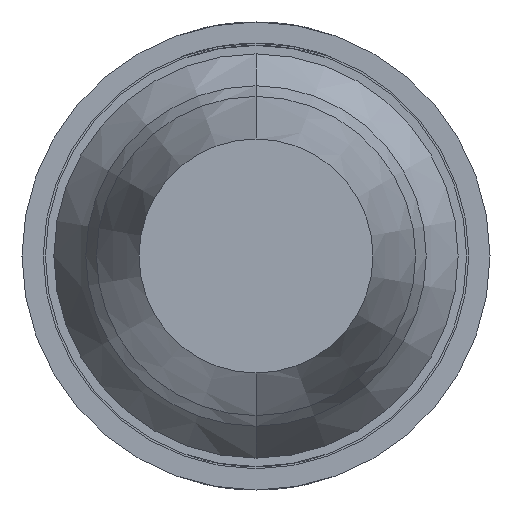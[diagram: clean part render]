
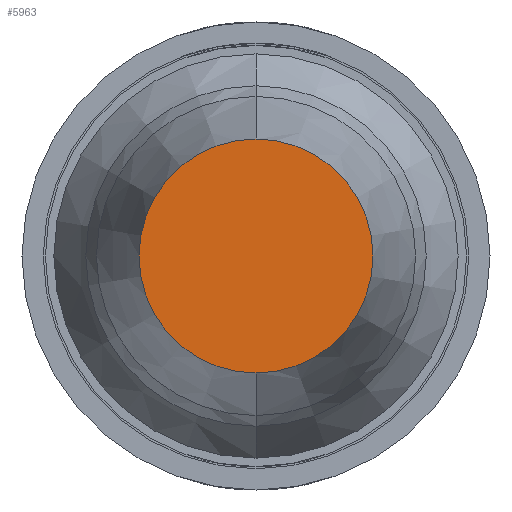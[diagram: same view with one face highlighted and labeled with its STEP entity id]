
A CAD part, front view. The second image highlights one B-rep face of the part: STEP entity #5963.
In plain terms, the highlighted planar face has unit normal (0, -1, 0).
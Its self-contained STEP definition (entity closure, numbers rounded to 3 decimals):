
#24 = AXIS2_PLACEMENT_3D ( 'NONE', #3216, #5849, #3283 ) ;
#358 = CIRCLE ( 'NONE', #24, 0.55 ) ;
#1069 = ORIENTED_EDGE ( 'NONE', *, *, #3792, .F. ) ;
#1425 = CARTESIAN_POINT ( 'NONE',  ( 0., -39.2, 0.55 ) ) ;
#1439 = DIRECTION ( 'NONE',  ( 0., -1., 0. ) ) ;
#1942 = CARTESIAN_POINT ( 'NONE',  ( -0.55, -39.2, 0. ) ) ;
#2032 = DIRECTION ( 'NONE',  ( 0., 0., -1. ) ) ;
#2067 = CARTESIAN_POINT ( 'NONE',  ( 0., -39.2, -0.55 ) ) ;
#2601 = VERTEX_POINT ( 'NONE', #1425 ) ;
#2659 = VERTEX_POINT ( 'NONE', #2067 ) ;
#2796 = DIRECTION ( 'NONE',  ( 0., 0., 1. ) ) ;
#3216 = CARTESIAN_POINT ( 'NONE',  ( 0., -39.2, 0. ) ) ;
#3283 = DIRECTION ( 'NONE',  ( 0., 0., 1. ) ) ;
#3792 = EDGE_CURVE ( 'Defeature ausgef�hrt1_40+Defeature ausgef�hrt1_41+Defeature ausgef�hrt1_41+Defeature ausgef�hrt1_41', #2601, #2659, #358, .T. ) ;
#3873 = DIRECTION ( 'NONE',  ( 0., 1., 0. ) ) ;
#3988 = AXIS2_PLACEMENT_3D ( 'NONE', #1942, #1439, #2032 ) ;
#4120 = EDGE_CURVE ( 'Defeature ausgef�hrt1_40+Defeature ausgef�hrt1_41+Defeature ausgef�hrt1_41+Defeature ausgef�hrt1_41', #2659, #2601, #4901, .T. ) ;
#4886 = FACE_OUTER_BOUND ( 'NONE', #5396, .T. ) ;
#4901 = CIRCLE ( 'NONE', #5535, 0.55 ) ;
#5027 = ORIENTED_EDGE ( 'NONE', *, *, #4120, .F. ) ;
#5036 = PLANE ( 'NONE',  #3988 ) ;
#5396 = EDGE_LOOP ( 'NONE', ( #1069, #5027 ) ) ;
#5535 = AXIS2_PLACEMENT_3D ( 'NONE', #5893, #3873, #2796 ) ;
#5849 = DIRECTION ( 'NONE',  ( 0., 1., 0. ) ) ;
#5893 = CARTESIAN_POINT ( 'NONE',  ( 0., -39.2, 0. ) ) ;
#5963 = ADVANCED_FACE ( 'Defeature ausgef�hrt1_41', ( #4886 ), #5036, .T. ) ;
